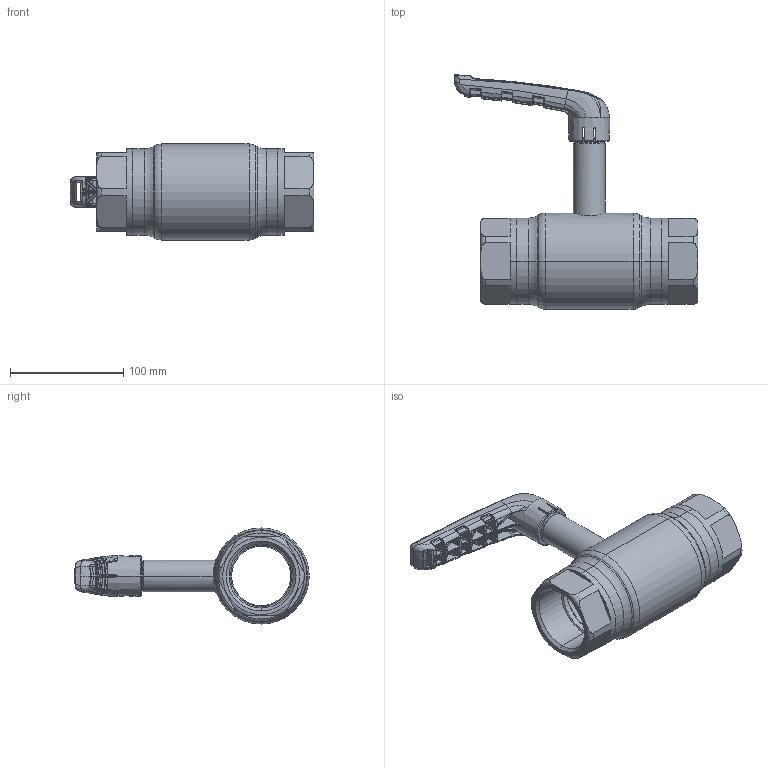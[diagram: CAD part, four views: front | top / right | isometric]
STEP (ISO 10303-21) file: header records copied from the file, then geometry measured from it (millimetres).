
FILE_DESCRIPTION (( 'STEP AP214' ), '1' );
FILE_NAME ('1050002031-2101.step', '2023-09-12T11:13:39', ( '' ), ( '' ), 'SwSTEP 2.0', 'SolidWorks 2021', '' );
FILE_SCHEMA (( 'AUTOMOTIVE_DESIGN' ));
Length unit declared in the file: millimetre
Products named in the file (1): 1050002031-2101
Bounding box: 215.35 x 207.31 x 85 mm (x, y, z)
Surface area: 105558.8 mm2 (no closed solid volume)
Topology: 0 solids, 8 shells, 781 faces, 2569 edges, 1657 vertices
Faces by surface type: bspline 626, plane 62, cylinder 38, cone 26, torus 25, sphere 4
Entity records: 59053 total; most frequent: CARTESIAN_POINT 34206, ORIENTED_EDGE 4068, EDGE_CURVE 2553, B_SPLINE_CURVE_WITH_KNOTS 1752, DIRECTION 1721, VERTEX_POINT 1657, EDGE_LOOP 790, UNCERTAINTY_MEASURE_WITH_UNIT 783
